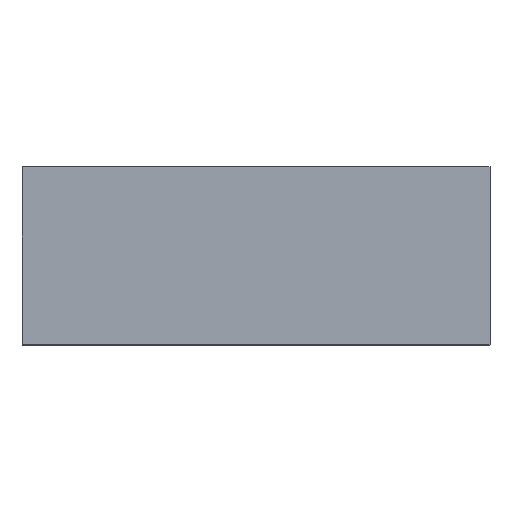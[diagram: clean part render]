
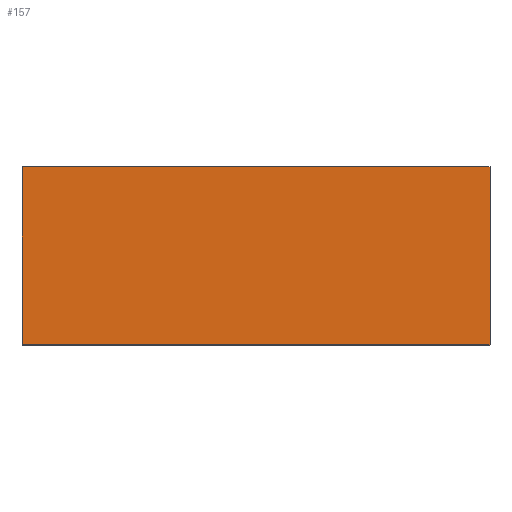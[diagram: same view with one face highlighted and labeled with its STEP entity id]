
A CAD part, top view. The second image highlights one B-rep face of the part: STEP entity #157.
In plain terms, the highlighted face is planar.
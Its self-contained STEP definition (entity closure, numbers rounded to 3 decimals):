
#17 = VECTOR ( 'NONE', #454, 1000. ) ;
#62 = VERTEX_POINT ( 'NONE', #290 ) ;
#114 = VERTEX_POINT ( 'NONE', #674 ) ;
#157 = ADVANCED_FACE ( 'NONE', ( #167 ), #442, .F. ) ;
#162 = AXIS2_PLACEMENT_3D ( 'NONE', #591, #663, #239 ) ;
#167 = FACE_OUTER_BOUND ( 'NONE', #588, .T. ) ;
#195 = EDGE_CURVE ( 'NONE', #399, #62, #256, .T. ) ;
#221 = EDGE_CURVE ( 'NONE', #114, #903, #686, .T. ) ;
#238 = LINE ( 'NONE', #250, #17 ) ;
#239 = DIRECTION ( 'NONE',  ( 0., 0., 1. ) ) ;
#250 = CARTESIAN_POINT ( 'NONE',  ( 0., -50., 38. ) ) ;
#256 = LINE ( 'NONE', #839, #621 ) ;
#265 = ORIENTED_EDGE ( 'NONE', *, *, #221, .F. ) ;
#284 = CARTESIAN_POINT ( 'NONE',  ( -50., -50., 0. ) ) ;
#290 = CARTESIAN_POINT ( 'NONE',  ( -50., -50., 0. ) ) ;
#330 = DIRECTION ( 'NONE',  ( 0., 0., -1. ) ) ;
#378 = ORIENTED_EDGE ( 'NONE', *, *, #391, .T. ) ;
#391 = EDGE_CURVE ( 'NONE', #62, #903, #860, .T. ) ;
#399 = VERTEX_POINT ( 'NONE', #853 ) ;
#442 = PLANE ( 'NONE',  #162 ) ;
#454 = DIRECTION ( 'NONE',  ( 1., 0., 0. ) ) ;
#475 = ORIENTED_EDGE ( 'NONE', *, *, #195, .T. ) ;
#477 = DIRECTION ( 'NONE',  ( 0., 0., -1. ) ) ;
#482 = CARTESIAN_POINT ( 'NONE',  ( 50., -50., 20. ) ) ;
#588 = EDGE_LOOP ( 'NONE', ( #814, #475, #378, #265 ) ) ;
#591 = CARTESIAN_POINT ( 'NONE',  ( -50., -50., 20. ) ) ;
#594 = CARTESIAN_POINT ( 'NONE',  ( 50., -50., 0. ) ) ;
#621 = VECTOR ( 'NONE', #477, 1000. ) ;
#663 = DIRECTION ( 'NONE',  ( 0., 1., 0. ) ) ;
#674 = CARTESIAN_POINT ( 'NONE',  ( 50., -50., 38. ) ) ;
#686 = LINE ( 'NONE', #482, #763 ) ;
#715 = DIRECTION ( 'NONE',  ( 1., 0., 0. ) ) ;
#728 = VECTOR ( 'NONE', #715, 1000. ) ;
#763 = VECTOR ( 'NONE', #330, 1000. ) ;
#814 = ORIENTED_EDGE ( 'NONE', *, *, #820, .F. ) ;
#820 = EDGE_CURVE ( 'NONE', #399, #114, #238, .T. ) ;
#839 = CARTESIAN_POINT ( 'NONE',  ( -50., -50., 20. ) ) ;
#853 = CARTESIAN_POINT ( 'NONE',  ( -50., -50., 38. ) ) ;
#860 = LINE ( 'NONE', #284, #728 ) ;
#903 = VERTEX_POINT ( 'NONE', #594 ) ;
